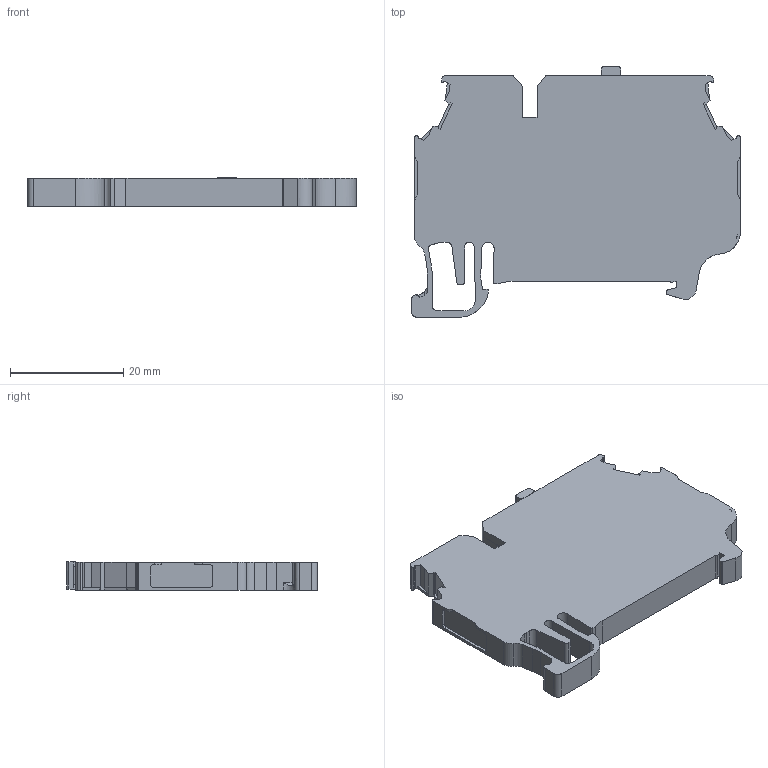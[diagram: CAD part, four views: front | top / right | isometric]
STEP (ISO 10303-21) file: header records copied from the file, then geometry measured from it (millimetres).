
FILE_DESCRIPTION (( 'STEP AP214' ), '1' );
FILE_NAME ('304410_AVK 2,5 A_BG.STEP', '2015-08-04T10:18:32', ( '' ), ( '' ), 'SwSTEP 2.0', 'SolidWorks 2015', '' );
FILE_SCHEMA (( 'AUTOMOTIVE_DESIGN' ));
Length unit declared in the file: millimetre
Products named in the file (1): 304410_AVK 2,5 A_BG
Bounding box: 58.05 x 44.25 x 5 mm (x, y, z)
Volume: 9324.9 mm3; surface area: 5356.9 mm2
Topology: 1 solids, 1 shells, 235 faces, 694 edges, 459 vertices
Faces by surface type: plane 141, cylinder 93, cone 1
Entity records: 11297 total; most frequent: CARTESIAN_POINT 2978, ORIENTED_EDGE 1388, DIRECTION 877, EDGE_CURVE 694, VERTEX_POINT 459, LINE 379, VECTOR 379, B_SPLINE_CURVE_WITH_KNOTS 302
